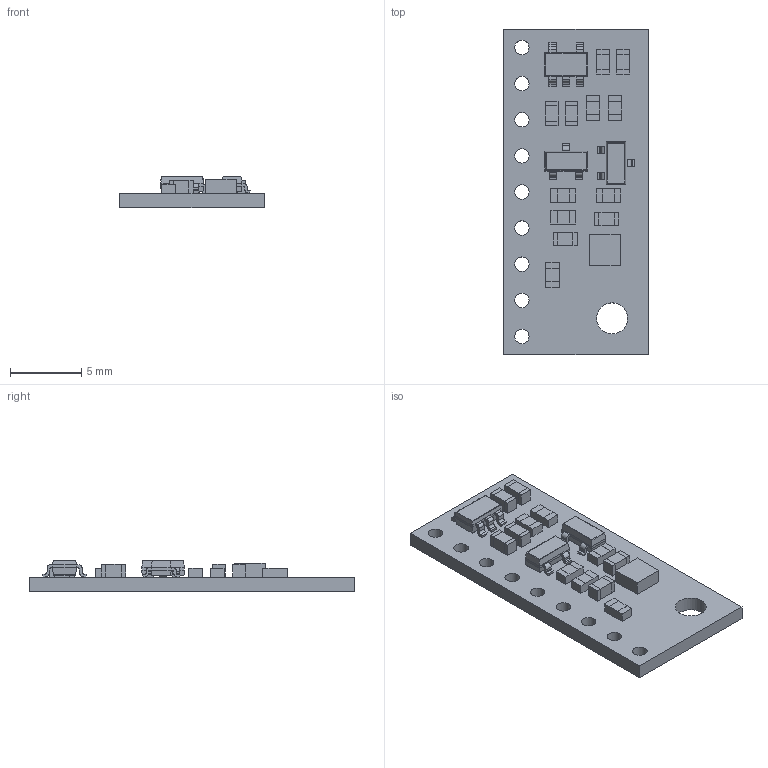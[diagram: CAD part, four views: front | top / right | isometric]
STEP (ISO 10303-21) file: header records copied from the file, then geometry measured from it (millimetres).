
FILE_DESCRIPTION (( 'STEP AP214' ), '1' );
FILE_NAME ('lis3mdl-3-axis-magnetometer-carrier-with-voltage-regulator.step', '2017-07-24T19:08:09', ( '' ), ( '' ), 'SwSTEP 2.0', 'SolidWorks 2016', '' );
FILE_SCHEMA (( 'AUTOMOTIVE_DESIGN' ));
Length unit declared in the file: millimetre
Products named in the file (1): lis3mdl-3-axis-magnetometer-carrier-with-voltage-regulator
Bounding box: 10.16 x 22.86 x 2.22 mm (x, y, z)
Volume: 259.8 mm3; surface area: 671.6 mm2
Topology: 1 solids, 1 shells, 729 faces, 1838 edges, 1157 vertices
Faces by surface type: plane 484, bspline 167, cylinder 78
Full cylindrical faces by diameter (mm): 1.016 x9, 2.184 x1
Entity records: 31640 total; most frequent: CARTESIAN_POINT 11432, ORIENTED_EDGE 3656, DIRECTION 2590, EDGE_CURVE 1828, LINE 1248, VECTOR 1248, VERTEX_POINT 1157, EDGE_LOOP 821
